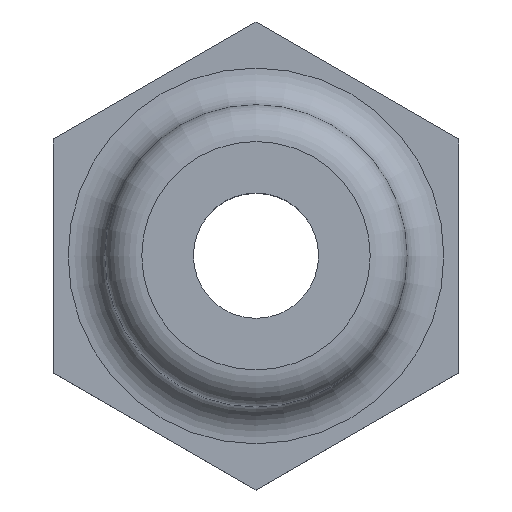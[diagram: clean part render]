
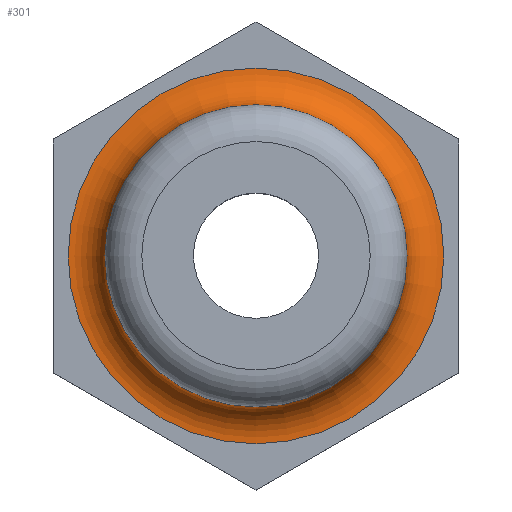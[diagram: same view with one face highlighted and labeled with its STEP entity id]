
A CAD part, top view. The second image highlights one B-rep face of the part: STEP entity #301.
In plain terms, the highlighted toroidal (fillet/blend) face has major radius 5.1 mm and minor radius 1 mm.
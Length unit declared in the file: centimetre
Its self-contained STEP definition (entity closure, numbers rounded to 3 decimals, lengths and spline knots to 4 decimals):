
#104=TOROIDAL_SURFACE('',#318,0.51,0.1);
#162=VERTEX_POINT('',#356);
#163=VERTEX_POINT('',#358);
#175=CIRCLE('',#319,0.41);
#176=CIRCLE('',#320,0.51);
#188=EDGE_CURVE('',#162,#162,#175,.T.);
#189=EDGE_CURVE('',#163,#163,#176,.T.);
#215=ORIENTED_EDGE('',*,*,#188,.T.);
#216=ORIENTED_EDGE('',*,*,#189,.T.);
#260=EDGE_LOOP('',(#215));
#261=EDGE_LOOP('',(#216));
#282=FACE_BOUND('',#260,.T.);
#283=FACE_BOUND('',#261,.T.);
#301=ADVANCED_FACE('',(#282,#283),#104,.F.);
#318=AXIS2_PLACEMENT_3D('',#354,#408,$);
#319=AXIS2_PLACEMENT_3D('',#355,#409,#410);
#320=AXIS2_PLACEMENT_3D('',#357,#411,#412);
#354=CARTESIAN_POINT('',(-2.5,0.,0.1));
#355=CARTESIAN_POINT('',(-2.5,0.,0.1));
#356=CARTESIAN_POINT('',(-2.09,0.,0.1));
#357=CARTESIAN_POINT('',(-2.5,0.,0.));
#358=CARTESIAN_POINT('',(-1.99,0.,0.));
#408=DIRECTION('',(0.,0.,-1.));
#409=DIRECTION('',(0.,0.,-1.));
#410=DIRECTION('',(-0.41,0.,0.));
#411=DIRECTION('',(0.,0.,1.));
#412=DIRECTION('',(-0.51,0.,0.));
